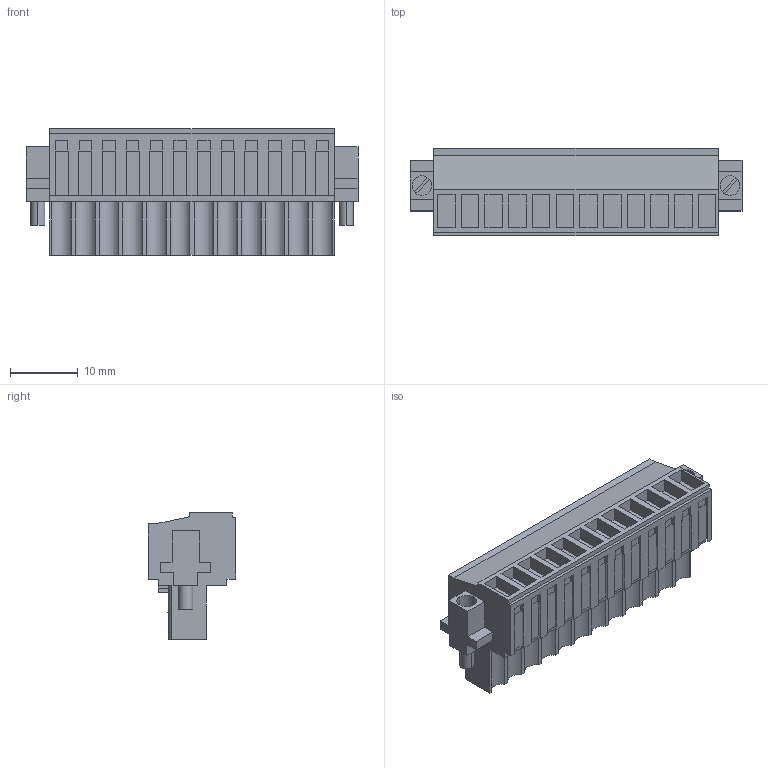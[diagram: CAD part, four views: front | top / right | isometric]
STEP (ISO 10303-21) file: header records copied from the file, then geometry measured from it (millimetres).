
FILE_DESCRIPTION(('CATIA V5R24 STEP','CAx-IF Rec.Pracs.--- Model Styling and Organization---1.2---2011-12-15'),'2;1');
FILE_NAME ('D1453560_0_1615880000_1615880000.stp','2017-05-09T13:00:23+00:00',('none'),('Weidmueller'),'CATIA Version 5-6 Release 2014 SP4 HF52','CATIA V5 STEP AP214','none');
FILE_SCHEMA(('AUTOMOTIVE_DESIGN { 1 0 10303 214 1 1 1 1 }'));
Length unit declared in the file: millimetre
Products named in the file (1): 1615880000
Bounding box: 49 x 12.9 x 18.7 mm (x, y, z)
Volume: 6431.4 mm3; surface area: 5322.8 mm2
Topology: 15 solids, 15 shells, 781 faces, 2179 edges, 1482 vertices
Faces by surface type: plane 689, cylinder 92
Entity records: 24147 total; most frequent: CARTESIAN_POINT 4435, ORIENTED_EDGE 4358, DIRECTION 3154, EDGE_CURVE 2179, VECTOR 1863, LINE 1863, VERTEX_POINT 1482, EDGE_LOOP 839
